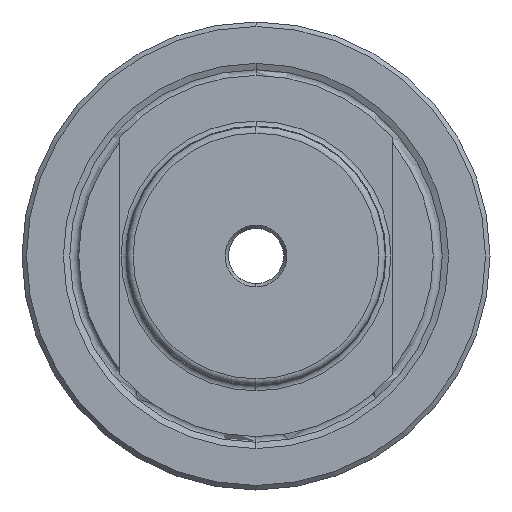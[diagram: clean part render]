
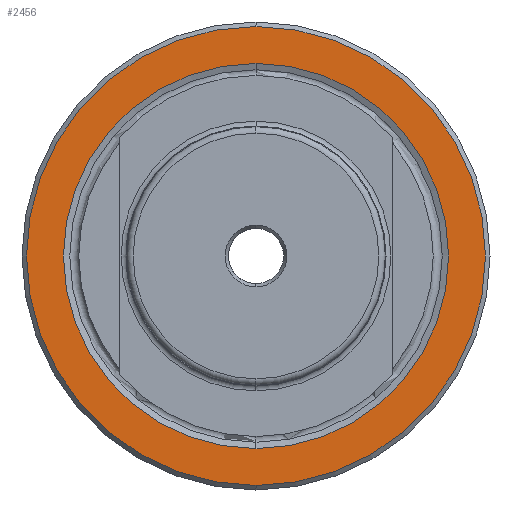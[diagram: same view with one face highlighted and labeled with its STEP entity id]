
A CAD part, left-side view. The second image highlights one B-rep face of the part: STEP entity #2456.
In plain terms, the highlighted planar face has unit normal (-1, 0, 0).
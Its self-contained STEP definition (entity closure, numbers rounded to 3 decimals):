
#48 = CARTESIAN_POINT ( 'NONE',  ( 40., 0., 0. ) ) ;
#62 = DIRECTION ( 'NONE',  ( -1., 0., 0. ) ) ;
#75 = DIRECTION ( 'NONE',  ( 0., 0., 1. ) ) ;
#81 = AXIS2_PLACEMENT_3D ( 'NONE', #1581, #1541, #1524 ) ;
#216 = FACE_BOUND ( 'NONE', #759, .T. ) ;
#293 = ORIENTED_EDGE ( 'NONE', *, *, #3723, .F. ) ;
#362 = EDGE_CURVE ( 'NONE', #1604, #3811, #4419, .T. ) ;
#400 = DIRECTION ( 'NONE',  ( 0., 0., 1. ) ) ;
#406 = DIRECTION ( 'NONE',  ( -1., 0., 0. ) ) ;
#418 = CARTESIAN_POINT ( 'NONE',  ( 40., 0., 0. ) ) ;
#432 = PLANE ( 'NONE',  #1608 ) ;
#549 = FACE_OUTER_BOUND ( 'NONE', #4430, .T. ) ;
#584 = DIRECTION ( 'NONE',  ( 0., 0., -1. ) ) ;
#759 = EDGE_LOOP ( 'NONE', ( #3639, #293 ) ) ;
#1400 = CARTESIAN_POINT ( 'NONE',  ( 40., 0., 29.626 ) ) ;
#1524 = DIRECTION ( 'NONE',  ( 0., 0., 1. ) ) ;
#1541 = DIRECTION ( 'NONE',  ( -1., 0., 0. ) ) ;
#1581 = CARTESIAN_POINT ( 'NONE',  ( 40., 0., 0. ) ) ;
#1604 = VERTEX_POINT ( 'NONE', #3045 ) ;
#1608 = AXIS2_PLACEMENT_3D ( 'NONE', #1400, #2202, #584 ) ;
#1650 = AXIS2_PLACEMENT_3D ( 'NONE', #4126, #3969, #3957 ) ;
#1707 = CARTESIAN_POINT ( 'NONE',  ( 40., 0., -35.3 ) ) ;
#1924 = AXIS2_PLACEMENT_3D ( 'NONE', #48, #62, #75 ) ;
#2202 = DIRECTION ( 'NONE',  ( 1., 0., 0. ) ) ;
#2212 = VERTEX_POINT ( 'NONE', #3283 ) ;
#2269 = CARTESIAN_POINT ( 'NONE',  ( 40., 0., -29.626 ) ) ;
#2370 = CIRCLE ( 'NONE', #81, 35.3 ) ;
#2456 = ADVANCED_FACE ( 'NONE', ( #216, #549 ), #432, .F. ) ;
#2894 = ORIENTED_EDGE ( 'NONE', *, *, #3833, .T. ) ;
#3045 = CARTESIAN_POINT ( 'NONE',  ( 40., 0., 29.626 ) ) ;
#3115 = ORIENTED_EDGE ( 'NONE', *, *, #4318, .T. ) ;
#3283 = CARTESIAN_POINT ( 'NONE',  ( 40., 0., 35.3 ) ) ;
#3639 = ORIENTED_EDGE ( 'NONE', *, *, #362, .F. ) ;
#3723 = EDGE_CURVE ( 'NONE', #3811, #1604, #4356, .T. ) ;
#3811 = VERTEX_POINT ( 'NONE', #2269 ) ;
#3833 = EDGE_CURVE ( 'NONE', #2212, #4218, #2370, .T. ) ;
#3848 = AXIS2_PLACEMENT_3D ( 'NONE', #418, #406, #400 ) ;
#3957 = DIRECTION ( 'NONE',  ( 0., 0., 1. ) ) ;
#3969 = DIRECTION ( 'NONE',  ( -1., 0., 0. ) ) ;
#4126 = CARTESIAN_POINT ( 'NONE',  ( 40., 0., 0. ) ) ;
#4149 = CIRCLE ( 'NONE', #3848, 35.3 ) ;
#4218 = VERTEX_POINT ( 'NONE', #1707 ) ;
#4318 = EDGE_CURVE ( 'NONE', #4218, #2212, #4149, .T. ) ;
#4356 = CIRCLE ( 'NONE', #1650, 29.626 ) ;
#4419 = CIRCLE ( 'NONE', #1924, 29.626 ) ;
#4430 = EDGE_LOOP ( 'NONE', ( #3115, #2894 ) ) ;
